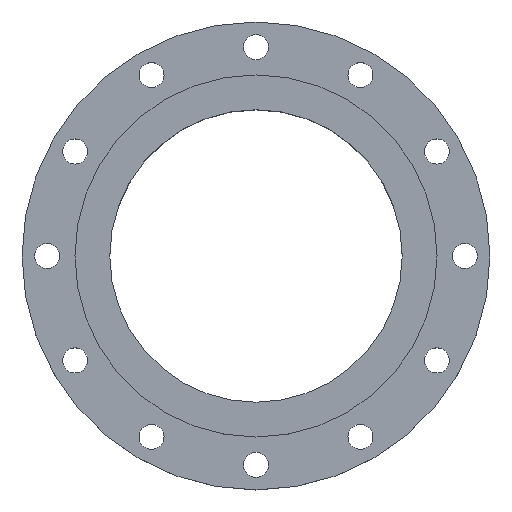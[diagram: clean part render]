
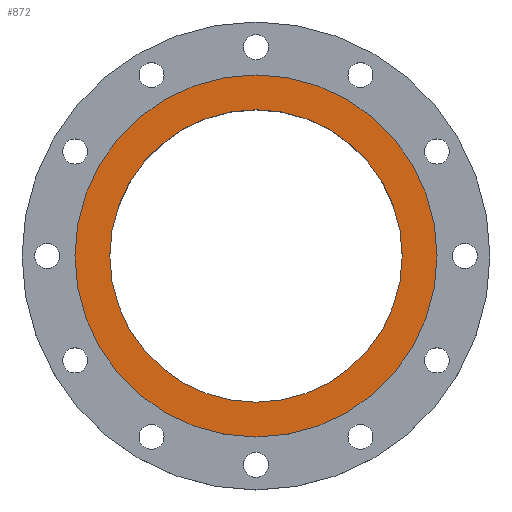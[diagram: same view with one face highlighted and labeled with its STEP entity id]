
A CAD part, top view. The second image highlights one B-rep face of the part: STEP entity #872.
In plain terms, the highlighted planar face has unit normal (0, 0, 1).
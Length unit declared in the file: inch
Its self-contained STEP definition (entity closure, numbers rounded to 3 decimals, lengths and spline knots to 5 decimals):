
#3 = AXIS2_PLACEMENT_3D ( 'NONE', #1232, #350, #689 ) ;
#14 = CARTESIAN_POINT ( 'NONE',  ( 0., 0., 0. ) ) ;
#86 = DIRECTION ( 'NONE',  ( 1., 0., 0. ) ) ;
#166 = CARTESIAN_POINT ( 'NONE',  ( 0., 0., 0. ) ) ;
#184 = CIRCLE ( 'NONE', #3, 6.562 ) ;
#188 = DIRECTION ( 'NONE',  ( 0., 0., 1. ) ) ;
#194 = AXIS2_PLACEMENT_3D ( 'NONE', #14, #1250, #1356 ) ;
#208 = CARTESIAN_POINT ( 'NONE',  ( -8.125, 0., 0. ) ) ;
#229 = DIRECTION ( 'NONE',  ( -1., 0., 0. ) ) ;
#285 = AXIS2_PLACEMENT_3D ( 'NONE', #166, #188, #1296 ) ;
#311 = DIRECTION ( 'NONE',  ( 0., 0., -1. ) ) ;
#328 = CARTESIAN_POINT ( 'NONE',  ( 0., 6.562, 0. ) ) ;
#350 = DIRECTION ( 'NONE',  ( 0., 0., 1. ) ) ;
#424 = PLANE ( 'NONE',  #1294 ) ;
#472 = CARTESIAN_POINT ( 'NONE',  ( -6.562, 0., 0. ) ) ;
#479 = CARTESIAN_POINT ( 'NONE',  ( 8.125, 0., 0. ) ) ;
#490 = ORIENTED_EDGE ( 'NONE', *, *, #891, .F. ) ;
#510 = VERTEX_POINT ( 'NONE', #208 ) ;
#523 = EDGE_CURVE ( 'NONE', #996, #981, #184, .T. ) ;
#530 = ORIENTED_EDGE ( 'NONE', *, *, #1384, .T. ) ;
#670 = CIRCLE ( 'NONE', #850, 6.562 ) ;
#679 = DIRECTION ( 'NONE',  ( 0., 0., 1. ) ) ;
#689 = DIRECTION ( 'NONE',  ( 1., 0., 0. ) ) ;
#694 = CIRCLE ( 'NONE', #285, 8.125 ) ;
#761 = EDGE_CURVE ( 'NONE', #510, #1387, #694, .T. ) ;
#850 = AXIS2_PLACEMENT_3D ( 'NONE', #877, #679, #86 ) ;
#872 = ADVANCED_FACE ( 'NONE', ( #1229, #1442 ), #424, .F. ) ;
#877 = CARTESIAN_POINT ( 'NONE',  ( 0., 0., 0. ) ) ;
#891 = EDGE_CURVE ( 'NONE', #981, #996, #670, .T. ) ;
#981 = VERTEX_POINT ( 'NONE', #1128 ) ;
#996 = VERTEX_POINT ( 'NONE', #472 ) ;
#1049 = ORIENTED_EDGE ( 'NONE', *, *, #761, .T. ) ;
#1081 = CIRCLE ( 'NONE', #194, 8.125 ) ;
#1128 = CARTESIAN_POINT ( 'NONE',  ( 6.562, 0., 0. ) ) ;
#1140 = EDGE_LOOP ( 'NONE', ( #530, #1049 ) ) ;
#1164 = EDGE_LOOP ( 'NONE', ( #490, #1343 ) ) ;
#1229 = FACE_BOUND ( 'NONE', #1164, .T. ) ;
#1232 = CARTESIAN_POINT ( 'NONE',  ( 0., 0., 0. ) ) ;
#1250 = DIRECTION ( 'NONE',  ( 0., 0., 1. ) ) ;
#1294 = AXIS2_PLACEMENT_3D ( 'NONE', #328, #311, #229 ) ;
#1296 = DIRECTION ( 'NONE',  ( 1., 0., 0. ) ) ;
#1343 = ORIENTED_EDGE ( 'NONE', *, *, #523, .F. ) ;
#1356 = DIRECTION ( 'NONE',  ( 1., 0., 0. ) ) ;
#1384 = EDGE_CURVE ( 'NONE', #1387, #510, #1081, .T. ) ;
#1387 = VERTEX_POINT ( 'NONE', #479 ) ;
#1442 = FACE_OUTER_BOUND ( 'NONE', #1140, .T. ) ;
